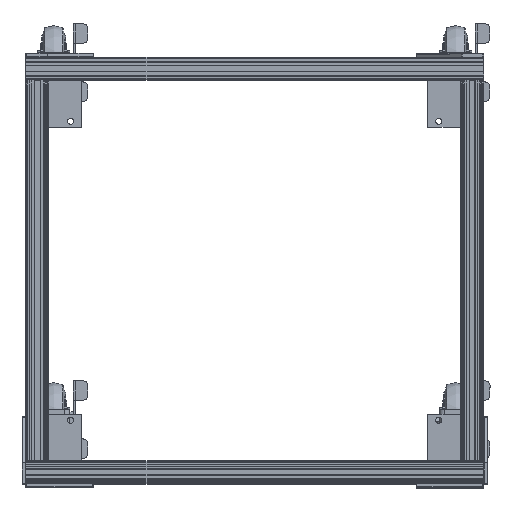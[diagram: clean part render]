
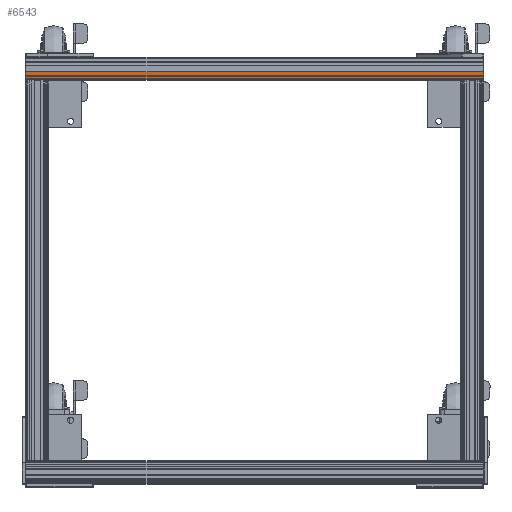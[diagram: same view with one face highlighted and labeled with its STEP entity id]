
A CAD part, top view. The second image highlights one B-rep face of the part: STEP entity #6543.
In plain terms, the highlighted face is planar.
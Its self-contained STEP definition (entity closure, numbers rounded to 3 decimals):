
#509=FACE_OUTER_BOUND('',#888,.T.);
#888=EDGE_LOOP('',(#5161,#5162,#5163,#5164));
#1669=LINE('',#10084,#2294);
#1747=LINE('',#10339,#2372);
#1797=LINE('',#10479,#2422);
#1798=LINE('',#10481,#2423);
#2294=VECTOR('',#8106,10.);
#2372=VECTOR('',#8284,9.);
#2422=VECTOR('',#8418,500.);
#2423=VECTOR('',#8421,500.);
#2906=VERTEX_POINT('',#10081);
#2907=VERTEX_POINT('',#10083);
#3033=VERTEX_POINT('',#10336);
#3034=VERTEX_POINT('',#10338);
#3635=EDGE_CURVE('',#2906,#2907,#1669,.F.);
#3762=EDGE_CURVE('',#3034,#3033,#1747,.T.);
#3833=EDGE_CURVE('',#2906,#3034,#1797,.T.);
#3834=EDGE_CURVE('',#2907,#3033,#1798,.T.);
#5161=ORIENTED_EDGE('',*,*,#3762,.T.);
#5162=ORIENTED_EDGE('',*,*,#3834,.F.);
#5163=ORIENTED_EDGE('',*,*,#3635,.F.);
#5164=ORIENTED_EDGE('',*,*,#3833,.T.);
#6298=PLANE('',#7112);
#6543=ADVANCED_FACE('',(#509),#6298,.F.);
#7112=AXIS2_PLACEMENT_3D('',#10480,#8419,#8420);
#8106=DIRECTION('',(0.,-1.,0.));
#8284=DIRECTION('',(0.,1.,0.));
#8418=DIRECTION('',(0.,0.,-1.));
#8419=DIRECTION('center_axis',(-1.,0.,0.));
#8420=DIRECTION('ref_axis',(0.,0.,1.));
#8421=DIRECTION('',(0.,0.,-1.));
#10081=CARTESIAN_POINT('',(15.,-13.,600.));
#10083=CARTESIAN_POINT('',(15.,-4.,600.));
#10084=CARTESIAN_POINT('',(15.,-13.,600.));
#10336=CARTESIAN_POINT('',(15.,-4.,0.));
#10338=CARTESIAN_POINT('',(15.,-13.,0.));
#10339=CARTESIAN_POINT('',(15.,-13.,0.));
#10479=CARTESIAN_POINT('',(15.,-13.,500.));
#10480=CARTESIAN_POINT('Origin',(15.,-13.,500.));
#10481=CARTESIAN_POINT('',(15.,-4.,500.));
